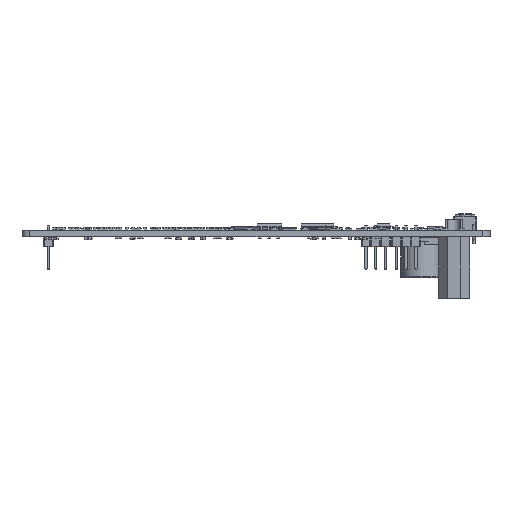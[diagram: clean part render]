
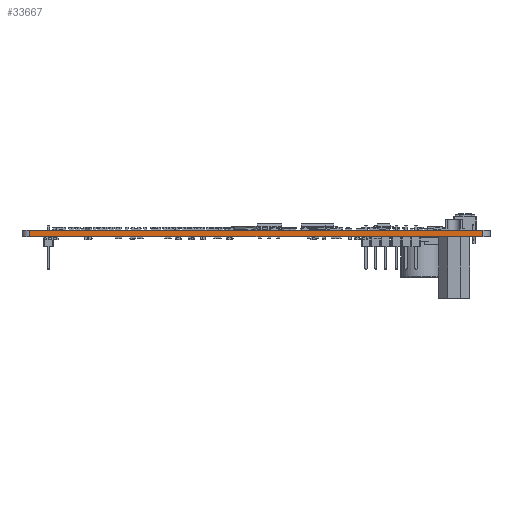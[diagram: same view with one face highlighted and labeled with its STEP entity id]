
A CAD part, left-side view. The second image highlights one B-rep face of the part: STEP entity #33667.
In plain terms, the highlighted planar face has unit normal (-1, 0, 0).
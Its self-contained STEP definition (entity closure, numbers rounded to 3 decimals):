
#32896 = VERTEX_POINT('',#32897);
#32897 = CARTESIAN_POINT('',(93.028,-31.,0.));
#32904 = EDGE_CURVE('',#32905,#32896,#32907,.T.);
#32905 = VERTEX_POINT('',#32906);
#32906 = CARTESIAN_POINT('',(93.028,-149.,0.));
#32907 = LINE('',#32908,#32909);
#32908 = CARTESIAN_POINT('',(93.028,-149.,0.));
#32909 = VECTOR('',#32910,1.);
#32910 = DIRECTION('',(0.,1.,0.));
#33255 = VERTEX_POINT('',#33256);
#33256 = CARTESIAN_POINT('',(93.028,-31.,1.6));
#33263 = EDGE_CURVE('',#33264,#33255,#33266,.T.);
#33264 = VERTEX_POINT('',#33265);
#33265 = CARTESIAN_POINT('',(93.028,-149.,1.6));
#33266 = LINE('',#33267,#33268);
#33267 = CARTESIAN_POINT('',(93.028,-149.,1.6));
#33268 = VECTOR('',#33269,1.);
#33269 = DIRECTION('',(0.,1.,0.));
#33637 = EDGE_CURVE('',#32896,#33255,#33638,.T.);
#33638 = LINE('',#33639,#33640);
#33639 = CARTESIAN_POINT('',(93.028,-31.,0.));
#33640 = VECTOR('',#33641,1.);
#33641 = DIRECTION('',(0.,0.,1.));
#33667 = ADVANCED_FACE('',(#33668),#33679,.T.);
#33668 = FACE_BOUND('',#33669,.T.);
#33669 = EDGE_LOOP('',(#33670,#33676,#33677,#33678));
#33670 = ORIENTED_EDGE('',*,*,#33671,.T.);
#33671 = EDGE_CURVE('',#32905,#33264,#33672,.T.);
#33672 = LINE('',#33673,#33674);
#33673 = CARTESIAN_POINT('',(93.028,-149.,0.));
#33674 = VECTOR('',#33675,1.);
#33675 = DIRECTION('',(0.,0.,1.));
#33676 = ORIENTED_EDGE('',*,*,#33263,.T.);
#33677 = ORIENTED_EDGE('',*,*,#33637,.F.);
#33678 = ORIENTED_EDGE('',*,*,#32904,.F.);
#33679 = PLANE('',#33680);
#33680 = AXIS2_PLACEMENT_3D('',#33681,#33682,#33683);
#33681 = CARTESIAN_POINT('',(93.028,-149.,0.));
#33682 = DIRECTION('',(-1.,0.,0.));
#33683 = DIRECTION('',(0.,1.,0.));
